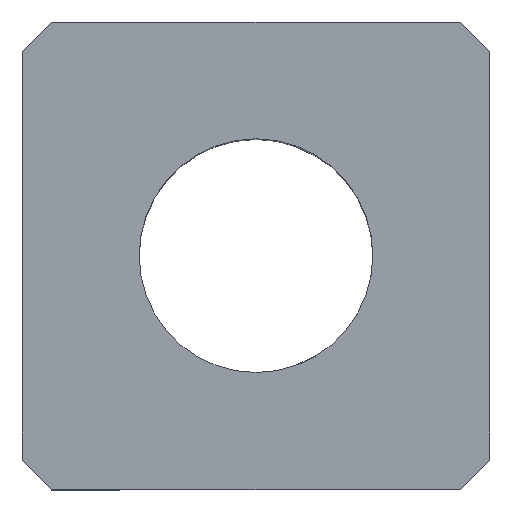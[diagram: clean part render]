
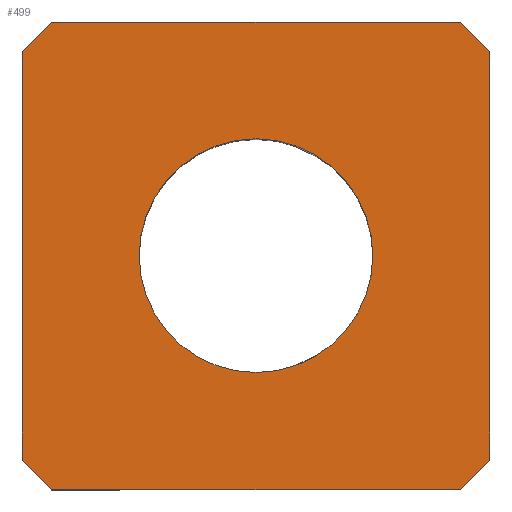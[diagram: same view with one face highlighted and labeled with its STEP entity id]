
A CAD part, top view. The second image highlights one B-rep face of the part: STEP entity #499.
In plain terms, the highlighted planar face has unit normal (0, 0, 1).
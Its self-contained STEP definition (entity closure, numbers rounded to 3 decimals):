
#2 = EDGE_CURVE ( 'NONE', #59, #213, #230, .T. ) ;
#9 = VECTOR ( 'NONE', #182, 1000. ) ;
#11 = DIRECTION ( 'NONE',  ( -0.707, 0.707, 0. ) ) ;
#17 = VECTOR ( 'NONE', #437, 1000. ) ;
#28 = EDGE_LOOP ( 'NONE', ( #337, #364 ) ) ;
#30 = FACE_OUTER_BOUND ( 'NONE', #178, .T. ) ;
#59 = VERTEX_POINT ( 'NONE', #81 ) ;
#61 = CARTESIAN_POINT ( 'NONE',  ( 8., -7., 14.5 ) ) ;
#65 = AXIS2_PLACEMENT_3D ( 'NONE', #444, #174, #313 ) ;
#67 = DIRECTION ( 'NONE',  ( 0., 0., -1. ) ) ;
#69 = DIRECTION ( 'NONE',  ( 1., 0., 0. ) ) ;
#76 = DIRECTION ( 'NONE',  ( 0., 0., 1. ) ) ;
#79 = VERTEX_POINT ( 'NONE', #358 ) ;
#81 = CARTESIAN_POINT ( 'NONE',  ( -7., -8., 14.5 ) ) ;
#85 = ORIENTED_EDGE ( 'NONE', *, *, #506, .T. ) ;
#92 = VECTOR ( 'NONE', #189, 1000. ) ;
#96 = CARTESIAN_POINT ( 'NONE',  ( -8., 8., 14.5 ) ) ;
#101 = DIRECTION ( 'NONE',  ( -0.707, -0.707, 0. ) ) ;
#109 = LINE ( 'NONE', #291, #217 ) ;
#112 = CARTESIAN_POINT ( 'NONE',  ( 0., 0., 14.5 ) ) ;
#119 = EDGE_CURVE ( 'NONE', #255, #287, #289, .T. ) ;
#120 = CIRCLE ( 'NONE', #65, 4. ) ;
#128 = CARTESIAN_POINT ( 'NONE',  ( 8., -8., 14.5 ) ) ;
#130 = VECTOR ( 'NONE', #282, 1000. ) ;
#139 = EDGE_CURVE ( 'NONE', #213, #79, #505, .T. ) ;
#142 = CARTESIAN_POINT ( 'NONE',  ( 7., -8., 14.5 ) ) ;
#144 = EDGE_CURVE ( 'NONE', #447, #287, #417, .T. ) ;
#152 = EDGE_CURVE ( 'NONE', #255, #408, #373, .T. ) ;
#159 = VECTOR ( 'NONE', #101, 1000. ) ;
#174 = DIRECTION ( 'NONE',  ( 0., 0., 1. ) ) ;
#178 = EDGE_LOOP ( 'NONE', ( #185, #85, #374, #556, #319, #215, #253, #541 ) ) ;
#180 = VERTEX_POINT ( 'NONE', #555 ) ;
#182 = DIRECTION ( 'NONE',  ( 1., 0., 0. ) ) ;
#185 = ORIENTED_EDGE ( 'NONE', *, *, #516, .F. ) ;
#189 = DIRECTION ( 'NONE',  ( 1., 0., 0. ) ) ;
#211 = LINE ( 'NONE', #424, #17 ) ;
#213 = VERTEX_POINT ( 'NONE', #142 ) ;
#215 = ORIENTED_EDGE ( 'NONE', *, *, #144, .T. ) ;
#217 = VECTOR ( 'NONE', #568, 1000. ) ;
#226 = VECTOR ( 'NONE', #398, 1000. ) ;
#230 = LINE ( 'NONE', #449, #9 ) ;
#242 = CARTESIAN_POINT ( 'NONE',  ( 8., 7., 14.5 ) ) ;
#244 = FACE_BOUND ( 'NONE', #28, .T. ) ;
#251 = EDGE_CURVE ( 'NONE', #180, #474, #433, .T. ) ;
#252 = CARTESIAN_POINT ( 'NONE',  ( -7., 8., 14.5 ) ) ;
#253 = ORIENTED_EDGE ( 'NONE', *, *, #119, .F. ) ;
#255 = VERTEX_POINT ( 'NONE', #252 ) ;
#282 = DIRECTION ( 'NONE',  ( 0.707, 0.707, 0. ) ) ;
#283 = EDGE_CURVE ( 'NONE', #79, #447, #306, .T. ) ;
#287 = VERTEX_POINT ( 'NONE', #484 ) ;
#289 = LINE ( 'NONE', #96, #92 ) ;
#291 = CARTESIAN_POINT ( 'NONE',  ( -7., -8., 14.5 ) ) ;
#306 = LINE ( 'NONE', #128, #226 ) ;
#312 = EDGE_CURVE ( 'NONE', #474, #180, #120, .T. ) ;
#313 = DIRECTION ( 'NONE',  ( 1., 0., 0. ) ) ;
#319 = ORIENTED_EDGE ( 'NONE', *, *, #283, .T. ) ;
#337 = ORIENTED_EDGE ( 'NONE', *, *, #251, .F. ) ;
#358 = CARTESIAN_POINT ( 'NONE',  ( 8., -7., 14.5 ) ) ;
#364 = ORIENTED_EDGE ( 'NONE', *, *, #312, .F. ) ;
#368 = CARTESIAN_POINT ( 'NONE',  ( -8., 7., 14.5 ) ) ;
#370 = CARTESIAN_POINT ( 'NONE',  ( -8., 7., 14.5 ) ) ;
#373 = LINE ( 'NONE', #368, #159 ) ;
#374 = ORIENTED_EDGE ( 'NONE', *, *, #2, .T. ) ;
#375 = CARTESIAN_POINT ( 'NONE',  ( -4., 0., 14.5 ) ) ;
#398 = DIRECTION ( 'NONE',  ( 0., 1., 0. ) ) ;
#408 = VERTEX_POINT ( 'NONE', #370 ) ;
#417 = LINE ( 'NONE', #419, #569 ) ;
#419 = CARTESIAN_POINT ( 'NONE',  ( 7., 8., 14.5 ) ) ;
#424 = CARTESIAN_POINT ( 'NONE',  ( -8., -8., 14.5 ) ) ;
#426 = AXIS2_PLACEMENT_3D ( 'NONE', #112, #67, #477 ) ;
#433 = CIRCLE ( 'NONE', #527, 4. ) ;
#437 = DIRECTION ( 'NONE',  ( 0., 1., 0. ) ) ;
#444 = CARTESIAN_POINT ( 'NONE',  ( 0., 0., 14.5 ) ) ;
#447 = VERTEX_POINT ( 'NONE', #242 ) ;
#449 = CARTESIAN_POINT ( 'NONE',  ( -8., -8., 14.5 ) ) ;
#474 = VERTEX_POINT ( 'NONE', #375 ) ;
#475 = PLANE ( 'NONE',  #426 ) ;
#477 = DIRECTION ( 'NONE',  ( -1., 0., 0. ) ) ;
#484 = CARTESIAN_POINT ( 'NONE',  ( 7., 8., 14.5 ) ) ;
#499 = ADVANCED_FACE ( 'NONE', ( #244, #30 ), #475, .F. ) ;
#505 = LINE ( 'NONE', #61, #130 ) ;
#506 = EDGE_CURVE ( 'NONE', #573, #59, #109, .T. ) ;
#516 = EDGE_CURVE ( 'NONE', #573, #408, #211, .T. ) ;
#524 = CARTESIAN_POINT ( 'NONE',  ( 0., 0., 14.5 ) ) ;
#527 = AXIS2_PLACEMENT_3D ( 'NONE', #524, #76, #69 ) ;
#541 = ORIENTED_EDGE ( 'NONE', *, *, #152, .T. ) ;
#555 = CARTESIAN_POINT ( 'NONE',  ( 4., 0., 14.5 ) ) ;
#556 = ORIENTED_EDGE ( 'NONE', *, *, #139, .T. ) ;
#568 = DIRECTION ( 'NONE',  ( 0.707, -0.707, 0. ) ) ;
#569 = VECTOR ( 'NONE', #11, 1000. ) ;
#572 = CARTESIAN_POINT ( 'NONE',  ( -8., -7., 14.5 ) ) ;
#573 = VERTEX_POINT ( 'NONE', #572 ) ;
